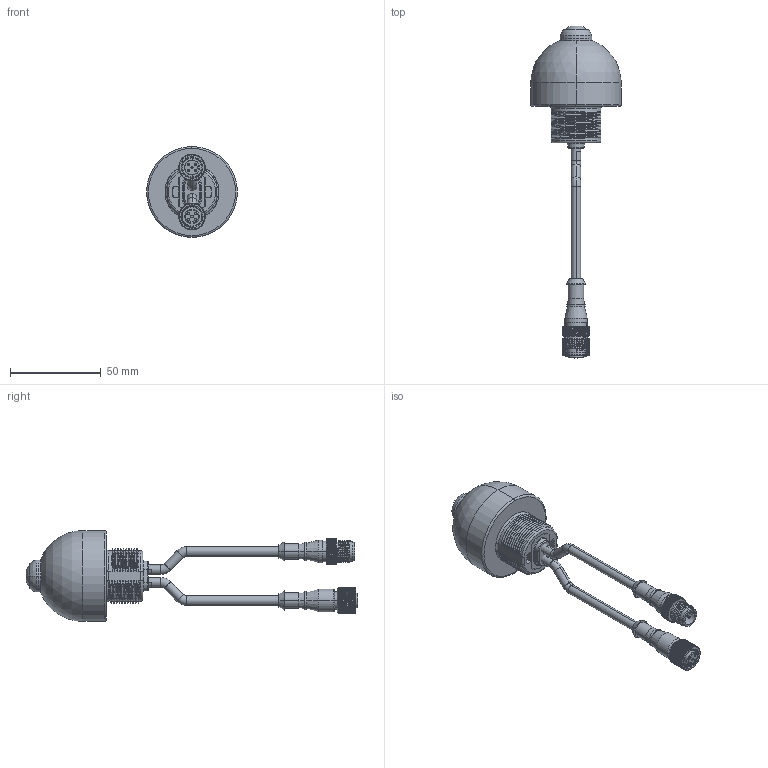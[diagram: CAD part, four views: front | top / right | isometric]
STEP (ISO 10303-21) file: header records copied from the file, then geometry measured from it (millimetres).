
FILE_DESCRIPTION((''),'2;1');
FILE_NAME('212849_ASM','2020-01-20T14:37:43',('PDMAdmin'),('BANNER ENGINEERING'),'CREO PARAMETRIC BY PTC INC, 2019292','CREO PARAMETRIC BY PTC INC, 2019292','');
FILE_SCHEMA(('CONFIG_CONTROL_DESIGN'));
Products named in the file (21): 159069; 210549; 213177; SOMMS_CABLE_521; 134203; 134571; 134568; 133273; 133396; 133394; 141342; 133399_ASM; 122361; 213178_ASM; SOMMS_K50PICKIQ_BASE_4_ASM; 157289_SWITCH; 157289_O-RING; 157289_LOCKWASHER; 157289_HEX_NUT; 157289_ASM; 212849_ASM
Assembly tree (24 placements, depth 5):
  212849_ASM
    159069
    SOMMS_K50PICKIQ_BASE_4_ASM
      210549
      213178_ASM
        213177
        SOMMS_CABLE_521  x2
        134203
        134571
        134568
        133273
        133399_ASM
          133396
          133394  x4
          141342
        122361
    157289_ASM
      157289_SWITCH
      157289_O-RING
      157289_LOCKWASHER
      157289_HEX_NUT
Bounding box: 50 x 182.8 x 50 mm (x, y, z)
Volume: 43466.7 mm3; surface area: 36446 mm2
Topology: 20 solids, 20 shells, 6313 faces, 13802 edges, 7585 vertices
Faces by surface type: bspline 3955, cylinder 1493, plane 653, cone 85, torus 77, sphere 48, revolution 2
Entity records: 335766 total; most frequent: CARTESIAN_POINT 233479, ORIENTED_EDGE 27284, EDGE_CURVE 13642, B_SPLINE_CURVE_WITH_KNOTS 10475, DIRECTION 9175, VERTEX_POINT 7503, EDGE_LOOP 6349, FACE_OUTER_BOUND 6241
